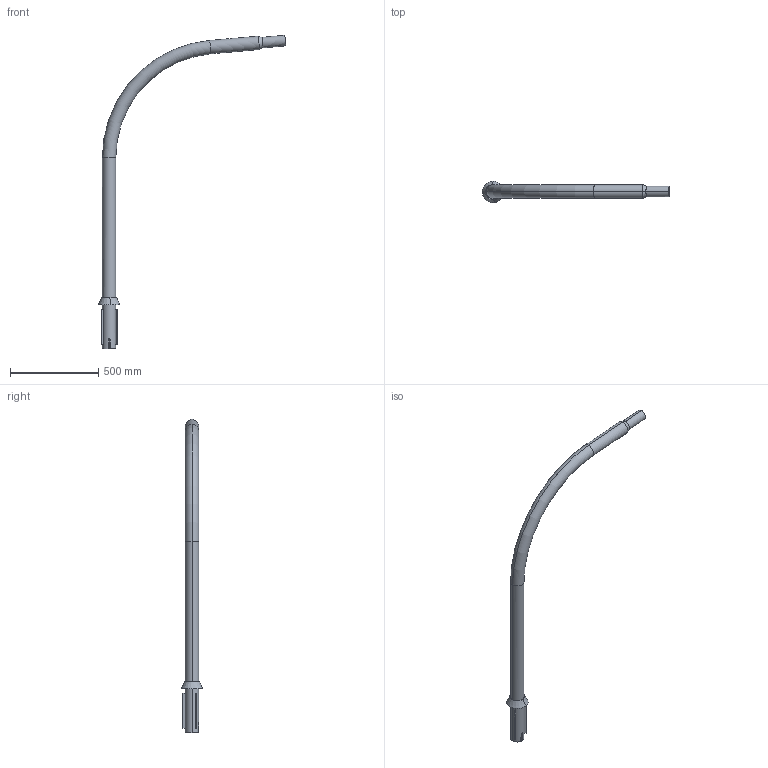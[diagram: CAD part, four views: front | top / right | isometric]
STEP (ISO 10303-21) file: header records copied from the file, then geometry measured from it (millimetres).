
FILE_DESCRIPTION (( 'STEP AP214' ), '1' );
FILE_NAME ('130410KXXX P210BO 4608238 P-OLAKEVARSI_3D.step', '2022-05-28T14:37:04', ( '' ), ( '' ), 'SwSTEP 2.0', 'SolidWorks 2021', '' );
FILE_SCHEMA (( 'AUTOMOTIVE_DESIGN' ));
Length unit declared in the file: millimetre
Products named in the file (4): OLAKEVARREN LATTA_LATTA 3X14X200; SOVITERENGAS OLAKEVARSI_SOVITERENGAS D76-D114; P-OLAKEVARREN AIHIO_P210BO; 130410KXXX P210BO 4608238 P-OLAKEVARSI_3D
Assembly tree (5 placements, depth 2):
  130410KXXX P210BO 4608238 P-OLAKEVARSI_3D
    P-OLAKEVARREN AIHIO_P210BO
    SOVITERENGAS OLAKEVARSI_SOVITERENGAS D76-D114
    OLAKEVARREN LATTA_LATTA 3X14X200  x3
Bounding box: 1064.4 x 122.72 x 1779.96 mm (x, y, z)
Volume: 1687932.8 mm3; surface area: 1163951.7 mm2
Topology: 5 solids, 5 shells, 69 faces, 150 edges, 90 vertices
Faces by surface type: plane 27, cylinder 20, torus 10, cone 10, bspline 2
Entity records: 2144 total; most frequent: CARTESIAN_POINT 683, DIRECTION 312, ORIENTED_EDGE 252, AXIS2_PLACEMENT_3D 127, EDGE_CURVE 126, VERTEX_POINT 74, CIRCLE 64, EDGE_LOOP 60
